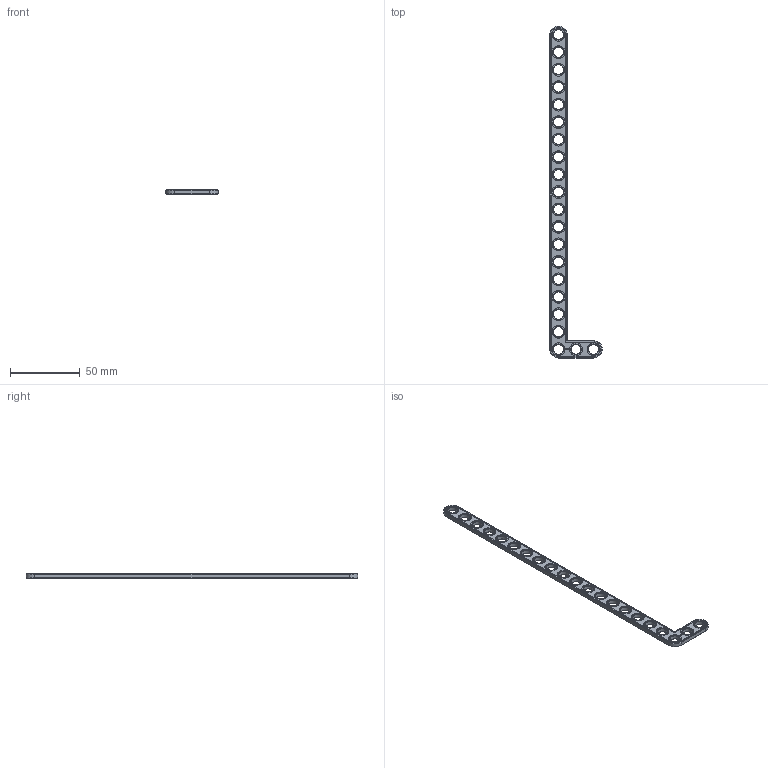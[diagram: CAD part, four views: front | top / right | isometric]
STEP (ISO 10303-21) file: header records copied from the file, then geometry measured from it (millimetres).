
FILE_DESCRIPTION(('FreeCAD Model'),'2;1');
FILE_NAME('Open CASCADE Shape Model','2022-02-08T21:31:45',( 'Paulo Kiefe'),('STEMFIE.org'),'Open CASCADE STEP processor 7.4', 'FreeCAD','Unknown');
FILE_SCHEMA(('AUTOMOTIVE_DESIGN { 1 0 10303 214 1 1 1 1 }'));
Length unit declared in the file: millimetre
Products named in the file (1): Brace_AGD_90_ASYM_ERR_BU03x19x01x00.25_-_SPN-BRC-1033_(stemfie.org)
Bounding box: 37.5 x 237.5 x 3.12 mm (x, y, z)
Volume: 7255 mm3; surface area: 7864.5 mm2
Topology: 1 solids, 1 shells, 669 faces, 1783 edges, 1170 vertices
Faces by surface type: plane 359, extrusion 214, cone 48, cylinder 48
Full cylindrical faces by diameter (mm): 7 x21, 9.2 x21
Entity records: 45517 total; most frequent: CARTESIAN_POINT 11233, DIRECTION 5507, VECTOR 4232, LINE 4018, ORIENTED_EDGE 3566, PCURVE 3566, DEFINITIONAL_REPRESENTATION 3566, EDGE_CURVE 1783
